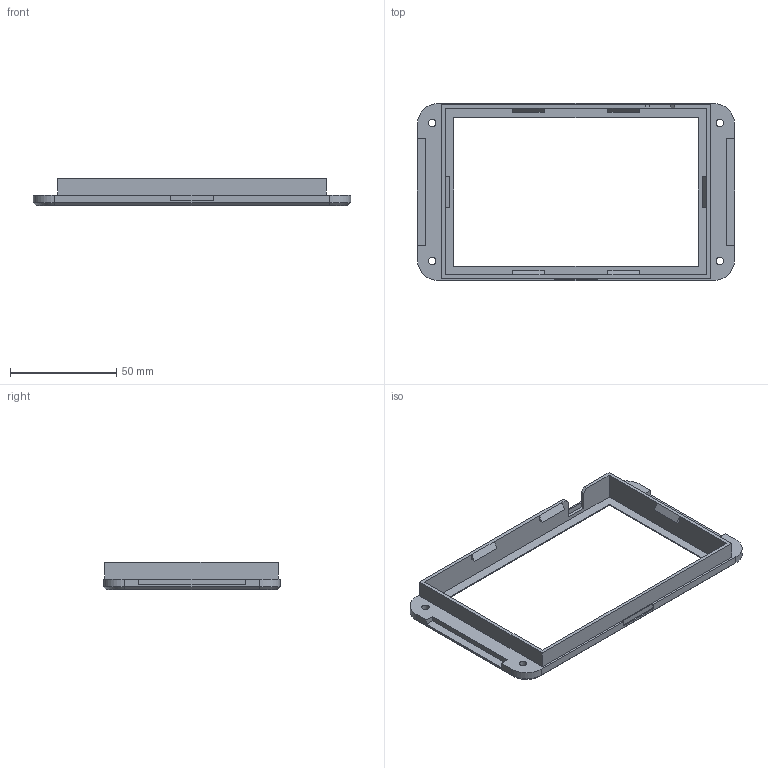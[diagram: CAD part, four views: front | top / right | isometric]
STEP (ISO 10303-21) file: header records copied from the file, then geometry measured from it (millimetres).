
FILE_DESCRIPTION(/* description */ (''),/* implementation_level */ '2;1');
FILE_NAME(/* name */ 'Battery Monitor Base Frame.step',/* time_stamp */ '2023-11-23T12:45:40-04:00',/* author */ (''),/* organization */ (''),/* preprocessor_version */ 'ST-DEVELOPER v20',/* originating_system */ 'Autodesk Translation Framework v12.14.0.127',/* authorisation */ '');
FILE_SCHEMA (('AUTOMOTIVE_DESIGN { 1 0 10303 214 3 1 1 }'));
Length unit declared in the file: millimetre
Products named in the file (1): Battery Monitor - cut
Bounding box: 149.4 x 83.4 x 12.98 mm (x, y, z)
Volume: 17757.7 mm3; surface area: 19300 mm2
Topology: 1 solids, 1 shells, 86 faces, 226 edges, 142 vertices
Faces by surface type: plane 70, cone 8, cylinder 8
Full cylindrical faces by diameter (mm): 3.5 x4
Entity records: 2628 total; most frequent: CARTESIAN_POINT 455, ORIENTED_EDGE 452, DIRECTION 424, EDGE_CURVE 226, LINE 202, VECTOR 202, VERTEX_POINT 142, AXIS2_PLACEMENT_3D 111
